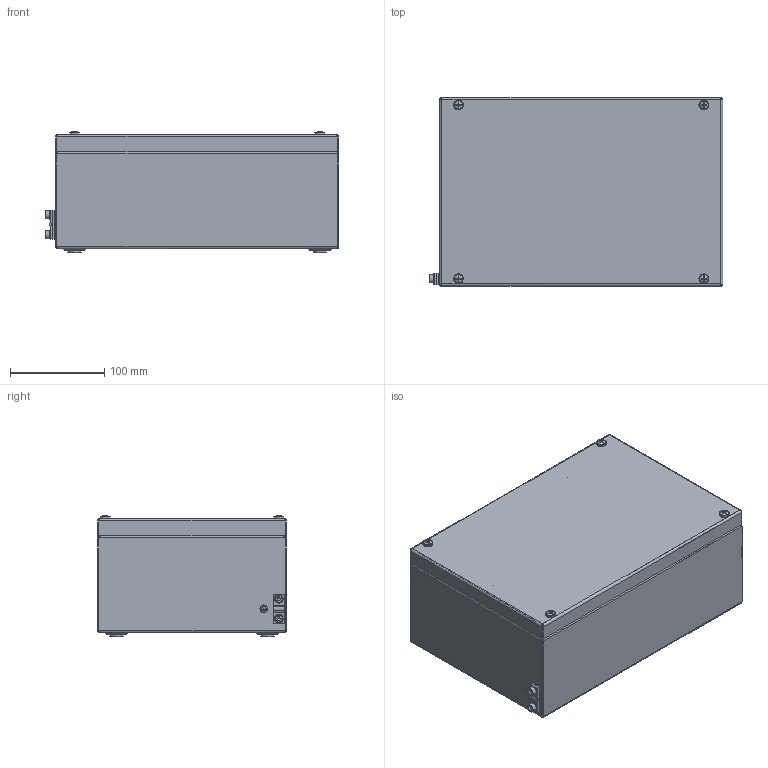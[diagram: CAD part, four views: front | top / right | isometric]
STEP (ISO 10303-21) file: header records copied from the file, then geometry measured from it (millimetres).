
FILE_DESCRIPTION (( 'STEP AP214' ), '1' );
FILE_NAME ('34302012.STEP', '2017-12-12T12:55:34', ( 'Macha' ), ( 'Hewlett-Packard Company' ), 'SwSTEP 2.0', 'SolidWorks 2017', '' );
FILE_SCHEMA (( 'AUTOMOTIVE_DESIGN' ));
Length unit declared in the file: millimetre
Products named in the file (19): 42406_Ex; 56808_Ex; 42423_Ex; 83015; 93238; 95947; 86003_Bl.1,25; 75600; 34302012; 82410_37302008; 94753; 42109; 92684; 56824_Ex; 93379; 93344; 41070; 92081; 95498
Assembly tree (37 placements, depth 3):
  75600
  34302012
    56808_Ex
      42423_Ex
      86003_Bl.1,25  x4
      42109  x2
      94753  x4
    56824_Ex
      42406_Ex
      82410_37302008
      41070  x4
      93344  x4
      93379
    92684
    86003_Bl.1,25  x2
    95947
    95498
    93238  x2
    83015  x2
    92081  x4
Bounding box: 311 x 200 x 128.37 mm (x, y, z)
Volume: 446059.4 mm3; surface area: 605731.8 mm2
Topology: 35 solids, 35 shells, 918 faces, 1985 edges, 1200 vertices
Faces by surface type: plane 439, cylinder 277, bspline 92, cone 56, torus 30, sphere 24
Full cylindrical faces by diameter (mm): 1.9 x1, 4.2 x10, 4.7 x4, 5 x28, 5.9 x6, 6 x1, 6.5 x4, 7 x18, 8 x12, 8.5 x6, 9 x6, 10 x10, 10.4 x4, 12 x1, 14 x4
Entity records: 18312 total; most frequent: CARTESIAN_POINT 5736, DIRECTION 2307, ORIENTED_EDGE 2272, EDGE_CURVE 1136, AXIS2_PLACEMENT_3D 836, EDGE_LOOP 703, VERTEX_POINT 699, LINE 635
